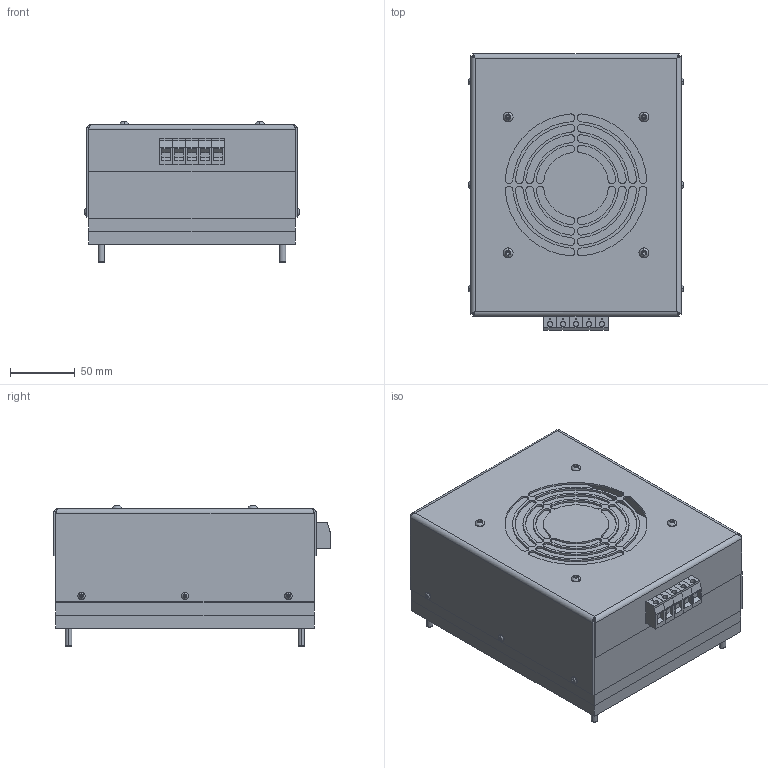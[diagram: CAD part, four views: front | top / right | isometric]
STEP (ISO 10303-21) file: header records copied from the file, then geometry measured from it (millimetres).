
FILE_DESCRIPTION (( 'STEP AP214' ), '1' );
FILE_NAME ('V42237-V42240_Kühlaggregat.STEP', '2011-04-12T10:01:22', ( 'Moeller' ), ( 'SYMTEC Maschinenbau Engineering GmbH' ), 'SwSTEP 2.0', 'SolidWorks 2007', '' );
FILE_SCHEMA (( 'AUTOMOTIVE_DESIGN' ));
Length unit declared in the file: millimetre
Products named in the file (10): PK80HSKK_Heissseite_Hüllkurve; Haube_Standard; Isolierung_aussen_Hüllkurve; Adapterplatte_Hüllkurve; ISO7380_M4x35-A2_Linsenkopfschraube_Hüllkurve; ISO7380_M3x8_Flachkopfschraube_ISO 7380 - M3 x 8 --- 8N; DIN916_M5x40_Gewindestift_DIN 916 - M5 x 40; Phoenix_VDFK-4-Select_0708250_Standard; Isolierung_aussen_Standard; V42237-V42240_Kühlaggregat
Assembly tree (24 placements, depth 2):
  V42237-V42240_Kühlaggregat
    ISO7380_M3x8_Flachkopfschraube_ISO 7380 - M3 x 8 --- 8N  x6
    ISO7380_M4x35-A2_Linsenkopfschraube_Hüllkurve  x4
    Phoenix_VDFK-4-Select_0708250_Standard  x5
    DIN916_M5x40_Gewindestift_DIN 916 - M5 x 40  x4
    Adapterplatte_Hüllkurve
    Isolierung_aussen_Hüllkurve
    Haube_Standard
    Isolierung_aussen_Standard
    PK80HSKK_Heissseite_Hüllkurve
Bounding box: 166.3 x 213.9 x 108.7 mm (x, y, z)
Volume: 1903751.1 mm3; surface area: 390910.4 mm2
Topology: 24 solids, 24 shells, 760 faces, 1831 edges, 1152 vertices
Faces by surface type: plane 396, cylinder 264, cone 60, sphere 20, torus 12, bspline 8
Entity records: 12192 total; most frequent: CARTESIAN_POINT 2236, DIRECTION 1945, ORIENTED_EDGE 1770, EDGE_CURVE 885, AXIS2_PLACEMENT_3D 741, VERTEX_POINT 572, LINE 463, VECTOR 463
